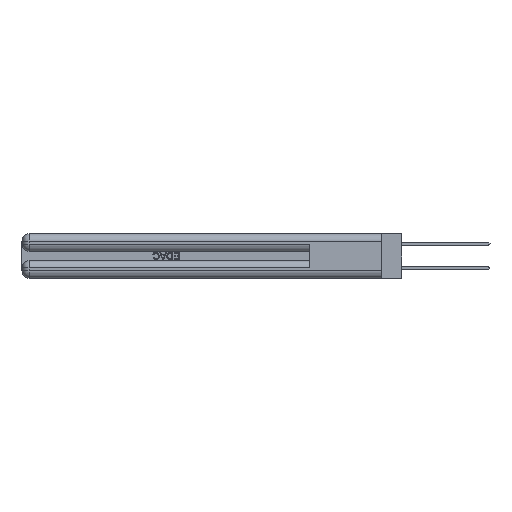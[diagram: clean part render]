
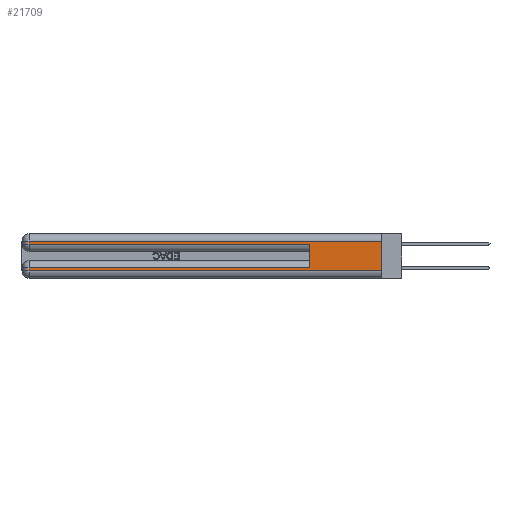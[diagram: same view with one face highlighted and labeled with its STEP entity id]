
A CAD part, left-side view. The second image highlights one B-rep face of the part: STEP entity #21709.
In plain terms, the highlighted planar face has unit normal (-1, 0, 0).
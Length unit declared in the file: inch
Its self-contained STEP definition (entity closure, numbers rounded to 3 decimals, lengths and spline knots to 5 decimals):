
#200 = EDGE_CURVE ( 'NONE', #25229, #43568, #41476, .T. ) ;
#344 = DIRECTION ( 'NONE',  ( 0., 0., -1. ) ) ;
#447 = CARTESIAN_POINT ( 'NONE',  ( 0., 2.94, 0.31 ) ) ;
#2352 = CARTESIAN_POINT ( 'NONE',  ( 0., 0., 0.085 ) ) ;
#2662 = VECTOR ( 'NONE', #344, 39.37008 ) ;
#3183 = VECTOR ( 'NONE', #37052, 39.37008 ) ;
#5247 = VECTOR ( 'NONE', #14797, 39.37008 ) ;
#5526 = VECTOR ( 'NONE', #13080, 39.37008 ) ;
#8037 = ORIENTED_EDGE ( 'NONE', *, *, #37743, .T. ) ;
#9494 = PLANE ( 'NONE',  #42300 ) ;
#9896 = EDGE_CURVE ( 'NONE', #28510, #34797, #36867, .T. ) ;
#11092 = EDGE_CURVE ( 'NONE', #27531, #28200, #37091, .T. ) ;
#11747 = EDGE_CURVE ( 'NONE', #28510, #27531, #21860, .T. ) ;
#11786 = LINE ( 'NONE', #14030, #2662 ) ;
#12124 = VECTOR ( 'NONE', #40038, 39.37008 ) ;
#12487 = CARTESIAN_POINT ( 'NONE',  ( 0., 0., 0.37 ) ) ;
#13080 = DIRECTION ( 'NONE',  ( 0., 0., -1. ) ) ;
#13083 = CARTESIAN_POINT ( 'NONE',  ( 0., 2.94, 0.285 ) ) ;
#13141 = ORIENTED_EDGE ( 'NONE', *, *, #11747, .T. ) ;
#14030 = CARTESIAN_POINT ( 'NONE',  ( 0., 2.94, 0.37 ) ) ;
#14091 = ORIENTED_EDGE ( 'NONE', *, *, #24042, .F. ) ;
#14797 = DIRECTION ( 'NONE',  ( 0., 0., -1. ) ) ;
#16845 = ORIENTED_EDGE ( 'NONE', *, *, #44112, .T. ) ;
#17723 = ORIENTED_EDGE ( 'NONE', *, *, #200, .T. ) ;
#18170 = CARTESIAN_POINT ( 'NONE',  ( 0., 0.6, 0.145 ) ) ;
#20191 = ORIENTED_EDGE ( 'NONE', *, *, #40754, .T. ) ;
#21709 = ADVANCED_FACE ( 'NONE', ( #27068 ), #9494, .F. ) ;
#21860 = LINE ( 'NONE', #33109, #12124 ) ;
#24008 = CARTESIAN_POINT ( 'NONE',  ( 0., 0.6, 0.085 ) ) ;
#24042 = EDGE_CURVE ( 'NONE', #25229, #28824, #28162, .T. ) ;
#24676 = CARTESIAN_POINT ( 'NONE',  ( 0., 2.94, 0.085 ) ) ;
#25229 = VERTEX_POINT ( 'NONE', #24008 ) ;
#26975 = CARTESIAN_POINT ( 'NONE',  ( 0., 0., 0.285 ) ) ;
#27003 = DIRECTION ( 'NONE',  ( 0., 0., -1. ) ) ;
#27068 = FACE_OUTER_BOUND ( 'NONE', #31919, .T. ) ;
#27531 = VERTEX_POINT ( 'NONE', #447 ) ;
#28162 = LINE ( 'NONE', #18170, #41699 ) ;
#28200 = VERTEX_POINT ( 'NONE', #13083 ) ;
#28510 = VERTEX_POINT ( 'NONE', #38487 ) ;
#28739 = DIRECTION ( 'NONE',  ( 0., 0., 1. ) ) ;
#28824 = VERTEX_POINT ( 'NONE', #34313 ) ;
#31701 = LINE ( 'NONE', #26975, #40890 ) ;
#31919 = EDGE_LOOP ( 'NONE', ( #34570, #13141, #43252, #8037, #14091, #17723, #16845, #20191 ) ) ;
#32982 = CARTESIAN_POINT ( 'NONE',  ( 0., 0., 0.06 ) ) ;
#33019 = CARTESIAN_POINT ( 'NONE',  ( 0., 0., 0.06 ) ) ;
#33109 = CARTESIAN_POINT ( 'NONE',  ( 0., 0., 0.31 ) ) ;
#33154 = VECTOR ( 'NONE', #36185, 39.37008 ) ;
#33960 = CARTESIAN_POINT ( 'NONE',  ( 0., 0., 0.37 ) ) ;
#34288 = VERTEX_POINT ( 'NONE', #39813 ) ;
#34313 = CARTESIAN_POINT ( 'NONE',  ( 0., 0.6, 0.285 ) ) ;
#34570 = ORIENTED_EDGE ( 'NONE', *, *, #9896, .F. ) ;
#34797 = VERTEX_POINT ( 'NONE', #32982 ) ;
#36185 = DIRECTION ( 'NONE',  ( 0., -1., 0. ) ) ;
#36867 = LINE ( 'NONE', #12487, #5526 ) ;
#37052 = DIRECTION ( 'NONE',  ( 0., 1., 0. ) ) ;
#37091 = LINE ( 'NONE', #38408, #5247 ) ;
#37132 = DIRECTION ( 'NONE',  ( 1., 0., 0. ) ) ;
#37743 = EDGE_CURVE ( 'NONE', #28200, #28824, #31701, .T. ) ;
#38408 = CARTESIAN_POINT ( 'NONE',  ( 0., 2.94, 0.37 ) ) ;
#38487 = CARTESIAN_POINT ( 'NONE',  ( 0., 0., 0.31 ) ) ;
#39813 = CARTESIAN_POINT ( 'NONE',  ( 0., 2.94, 0.06 ) ) ;
#40038 = DIRECTION ( 'NONE',  ( 0., 1., 0. ) ) ;
#40160 = LINE ( 'NONE', #33019, #33154 ) ;
#40403 = DIRECTION ( 'NONE',  ( 0., -1., 0. ) ) ;
#40754 = EDGE_CURVE ( 'NONE', #34288, #34797, #40160, .T. ) ;
#40890 = VECTOR ( 'NONE', #40403, 39.37008 ) ;
#41476 = LINE ( 'NONE', #2352, #3183 ) ;
#41699 = VECTOR ( 'NONE', #28739, 39.37008 ) ;
#42300 = AXIS2_PLACEMENT_3D ( 'NONE', #33960, #37132, #27003 ) ;
#43252 = ORIENTED_EDGE ( 'NONE', *, *, #11092, .T. ) ;
#43568 = VERTEX_POINT ( 'NONE', #24676 ) ;
#44112 = EDGE_CURVE ( 'NONE', #43568, #34288, #11786, .T. ) ;
